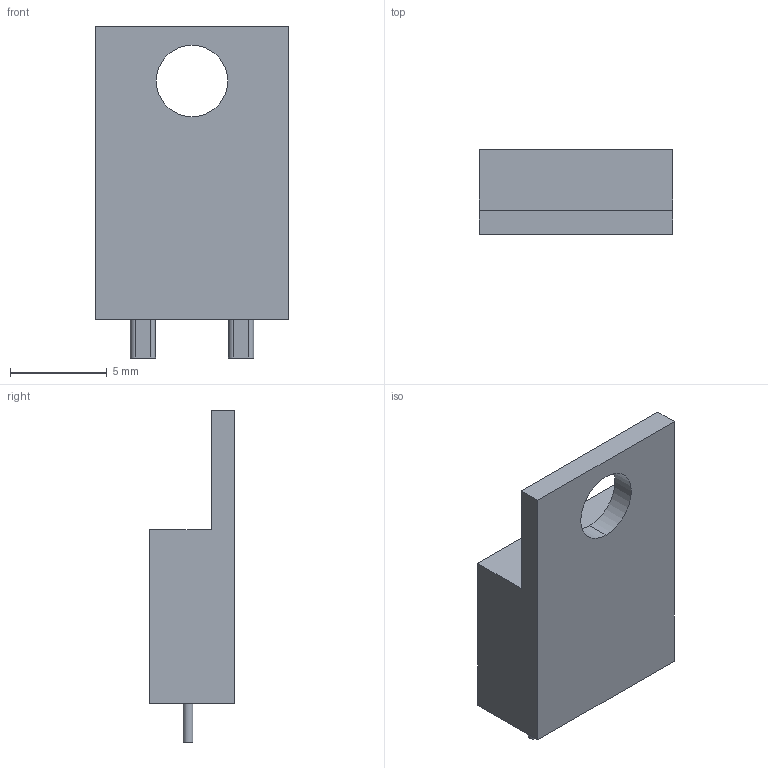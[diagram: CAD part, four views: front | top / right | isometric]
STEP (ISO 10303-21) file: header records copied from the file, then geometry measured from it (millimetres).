
FILE_DESCRIPTION (( 'STEP AP214' ), '1' );
FILE_NAME ('TO-220-2.STEP', '2012-04-02T17:26:06', ( '微软用户' ), ( '微软中国' ), 'SwSTEP 2.0', 'SolidWorks 2011', '' );
FILE_SCHEMA (( 'AUTOMOTIVE_DESIGN' ));
Length unit declared in the file: millimetre
Products named in the file (1): TO-220-2
Bounding box: 10 x 4.4 x 17.2 mm (x, y, z)
Volume: 458.8 mm3; surface area: 498.9 mm2
Topology: 1 solids, 1 shells, 88 faces, 240 edges, 160 vertices
Faces by surface type: plane 66, bspline 12, cylinder 10
Entity records: 3256 total; most frequent: CARTESIAN_POINT 981, ORIENTED_EDGE 480, DIRECTION 390, EDGE_CURVE 240, VECTOR 196, LINE 196, VERTEX_POINT 160, AXIS2_PLACEMENT_3D 97
